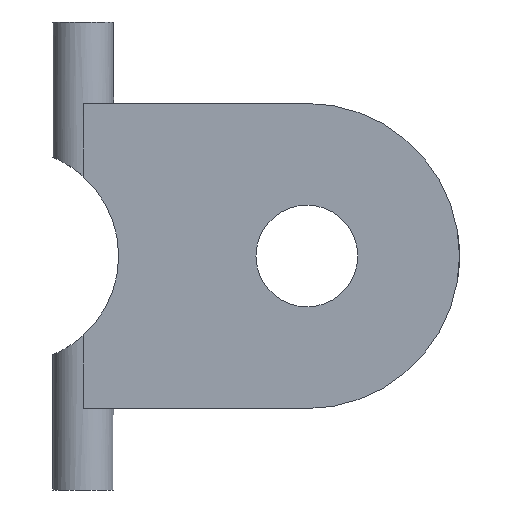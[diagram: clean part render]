
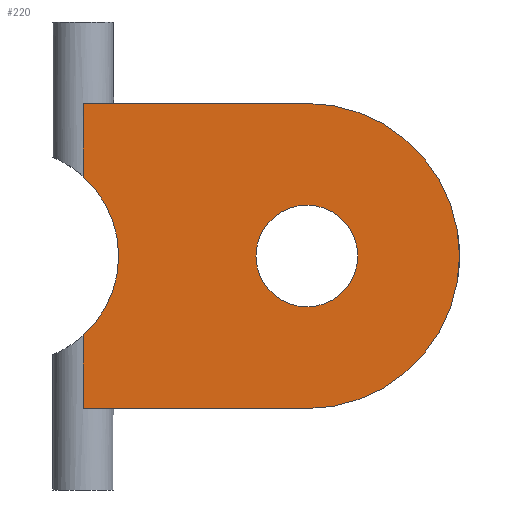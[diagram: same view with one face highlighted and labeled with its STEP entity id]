
A CAD part, front view. The second image highlights one B-rep face of the part: STEP entity #220.
In plain terms, the highlighted planar face has unit normal (0, -1, 0).
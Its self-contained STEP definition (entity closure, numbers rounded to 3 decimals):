
#15=FACE_BOUND('',#68,.T.);
#18=LINE('',#397,#32);
#19=LINE('',#399,#33);
#20=LINE('',#403,#34);
#21=LINE('',#404,#35);
#32=VECTOR('',#291,10.);
#33=VECTOR('',#292,10.);
#34=VECTOR('',#295,10.);
#35=VECTOR('',#296,10.);
#46=PLANE('',#258);
#54=FACE_OUTER_BOUND('',#67,.T.);
#67=EDGE_LOOP('',(#155,#156,#157,#158,#159,#160));
#68=EDGE_LOOP('',(#161));
#83=CIRCLE('',#257,5.25);
#84=CIRCLE('',#259,7.5);
#85=CIRCLE('',#260,2.5);
#100=VERTEX_POINT('',#352);
#102=VERTEX_POINT('',#374);
#103=VERTEX_POINT('',#396);
#104=VERTEX_POINT('',#398);
#105=VERTEX_POINT('',#400);
#106=VERTEX_POINT('',#402);
#107=VERTEX_POINT('',#405);
#123=EDGE_CURVE('',#100,#102,#83,.T.);
#124=EDGE_CURVE('',#103,#102,#18,.T.);
#125=EDGE_CURVE('',#104,#103,#19,.T.);
#126=EDGE_CURVE('',#105,#104,#84,.T.);
#127=EDGE_CURVE('',#106,#105,#20,.T.);
#128=EDGE_CURVE('',#100,#106,#21,.T.);
#129=EDGE_CURVE('',#107,#107,#85,.T.);
#155=ORIENTED_EDGE('',*,*,#123,.T.);
#156=ORIENTED_EDGE('',*,*,#124,.F.);
#157=ORIENTED_EDGE('',*,*,#125,.F.);
#158=ORIENTED_EDGE('',*,*,#126,.F.);
#159=ORIENTED_EDGE('',*,*,#127,.F.);
#160=ORIENTED_EDGE('',*,*,#128,.F.);
#161=ORIENTED_EDGE('',*,*,#129,.F.);
#220=ADVANCED_FACE('',(#54,#15),#46,.F.);
#257=AXIS2_PLACEMENT_3D('',#394,#287,#288);
#258=AXIS2_PLACEMENT_3D('',#395,#289,#290);
#259=AXIS2_PLACEMENT_3D('',#401,#293,#294);
#260=AXIS2_PLACEMENT_3D('',#406,#297,#298);
#287=DIRECTION('center_axis',(0.,1.,0.));
#288=DIRECTION('ref_axis',(1.,0.,0.));
#289=DIRECTION('center_axis',(0.,1.,0.));
#290=DIRECTION('ref_axis',(0.,0.,1.));
#291=DIRECTION('',(0.,0.,1.));
#292=DIRECTION('',(-1.,0.,0.));
#293=DIRECTION('center_axis',(0.,1.,0.));
#294=DIRECTION('ref_axis',(-1.,0.,0.));
#295=DIRECTION('',(1.,0.,0.));
#296=DIRECTION('',(0.,0.,1.));
#297=DIRECTION('center_axis',(0.,-1.,0.));
#298=DIRECTION('ref_axis',(1.,0.,0.));
#352=CARTESIAN_POINT('',(-11.,0.,3.913));
#374=CARTESIAN_POINT('',(-11.,0.,-3.913));
#394=CARTESIAN_POINT('Origin',(-14.5,0.,0.));
#395=CARTESIAN_POINT('Origin',(-2.5,0.,0.));
#396=CARTESIAN_POINT('',(-11.,0.,-7.5));
#397=CARTESIAN_POINT('',(-11.,0.,-3.75));
#398=CARTESIAN_POINT('',(0.,0.,-7.5));
#399=CARTESIAN_POINT('',(0.,0.,-7.5));
#400=CARTESIAN_POINT('',(0.,0.,7.5));
#401=CARTESIAN_POINT('Origin',(0.,0.,0.));
#402=CARTESIAN_POINT('',(-11.,0.,7.5));
#403=CARTESIAN_POINT('',(-12.5,0.,7.5));
#404=CARTESIAN_POINT('',(-11.,0.,-3.75));
#405=CARTESIAN_POINT('',(-2.5,0.,0.));
#406=CARTESIAN_POINT('Origin',(0.,0.,0.));
